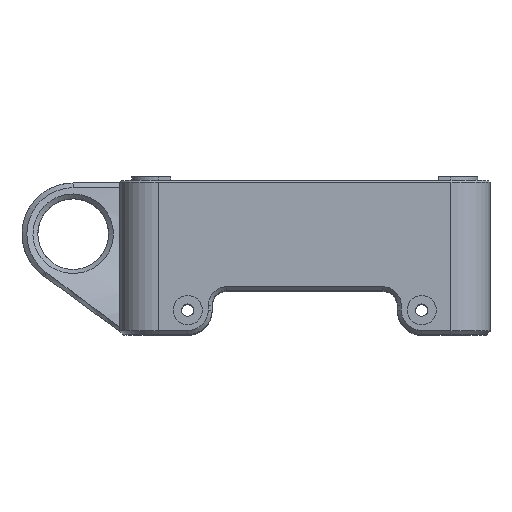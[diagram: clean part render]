
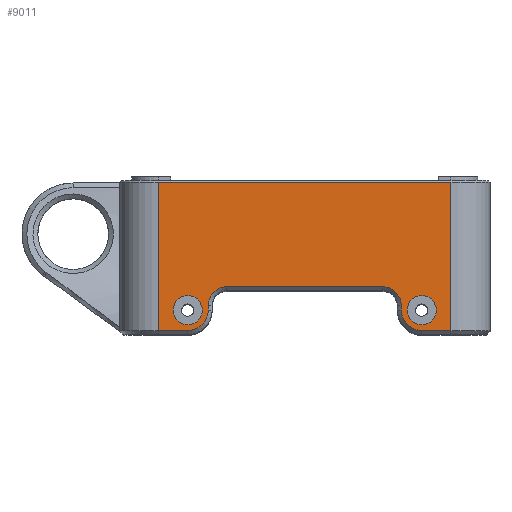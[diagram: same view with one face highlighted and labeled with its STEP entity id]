
A CAD part, top view. The second image highlights one B-rep face of the part: STEP entity #9011.
In plain terms, the highlighted planar face has unit normal (0, 0, 1).
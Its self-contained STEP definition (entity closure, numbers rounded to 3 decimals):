
#46=FACE_BOUND('',#1052,.T.);
#47=FACE_BOUND('',#1053,.T.);
#96=PLANE('',#9561);
#545=FACE_OUTER_BOUND('',#1051,.T.);
#1051=EDGE_LOOP('',(#6993,#6994,#6995,#6996,#6997,#6998,#6999,#7000,#7001,
#7002,#7003,#7004));
#1052=EDGE_LOOP('',(#7005));
#1053=EDGE_LOOP('',(#7006));
#1276=CIRCLE('',#9562,4.2);
#1277=CIRCLE('',#9563,3.8);
#1278=CIRCLE('',#9564,3.8);
#1279=CIRCLE('',#9565,4.2);
#1280=CIRCLE('',#9566,3.);
#1281=CIRCLE('',#9567,3.);
#2443=LINE('',#22755,#3057);
#2453=LINE('',#22780,#3067);
#2454=LINE('',#22784,#3068);
#2455=LINE('',#22786,#3069);
#2456=LINE('',#22790,#3070);
#2457=LINE('',#22794,#3071);
#2458=LINE('',#22798,#3072);
#2459=LINE('',#22801,#3073);
#3057=VECTOR('',#10971,10.);
#3067=VECTOR('',#10993,10.);
#3068=VECTOR('',#10998,10.);
#3069=VECTOR('',#10999,10.);
#3070=VECTOR('',#11002,10.);
#3071=VECTOR('',#11005,10.);
#3072=VECTOR('',#11008,10.);
#3073=VECTOR('',#11011,10.);
#3993=VERTEX_POINT('',#22745);
#3995=VERTEX_POINT('',#22751);
#4005=VERTEX_POINT('',#22779);
#4006=VERTEX_POINT('',#22783);
#4007=VERTEX_POINT('',#22785);
#4008=VERTEX_POINT('',#22787);
#4009=VERTEX_POINT('',#22789);
#4010=VERTEX_POINT('',#22791);
#4011=VERTEX_POINT('',#22793);
#4012=VERTEX_POINT('',#22795);
#4013=VERTEX_POINT('',#22797);
#4014=VERTEX_POINT('',#22799);
#4015=VERTEX_POINT('',#22802);
#4016=VERTEX_POINT('',#22804);
#5218=EDGE_CURVE('',#3993,#3995,#2443,.T.);
#5230=EDGE_CURVE('',#3995,#4005,#2453,.T.);
#5232=EDGE_CURVE('',#4006,#3993,#2454,.T.);
#5233=EDGE_CURVE('',#4007,#4006,#2455,.T.);
#5234=EDGE_CURVE('',#4008,#4007,#1276,.T.);
#5235=EDGE_CURVE('',#4009,#4008,#2456,.T.);
#5236=EDGE_CURVE('',#4010,#4009,#1277,.T.);
#5237=EDGE_CURVE('',#4011,#4010,#2457,.T.);
#5238=EDGE_CURVE('',#4012,#4011,#1278,.T.);
#5239=EDGE_CURVE('',#4013,#4012,#2458,.T.);
#5240=EDGE_CURVE('',#4014,#4013,#1279,.T.);
#5241=EDGE_CURVE('',#4005,#4014,#2459,.T.);
#5242=EDGE_CURVE('',#4015,#4015,#1280,.T.);
#5243=EDGE_CURVE('',#4016,#4016,#1281,.T.);
#6993=ORIENTED_EDGE('',*,*,#5218,.F.);
#6994=ORIENTED_EDGE('',*,*,#5232,.F.);
#6995=ORIENTED_EDGE('',*,*,#5233,.F.);
#6996=ORIENTED_EDGE('',*,*,#5234,.F.);
#6997=ORIENTED_EDGE('',*,*,#5235,.F.);
#6998=ORIENTED_EDGE('',*,*,#5236,.F.);
#6999=ORIENTED_EDGE('',*,*,#5237,.F.);
#7000=ORIENTED_EDGE('',*,*,#5238,.F.);
#7001=ORIENTED_EDGE('',*,*,#5239,.F.);
#7002=ORIENTED_EDGE('',*,*,#5240,.F.);
#7003=ORIENTED_EDGE('',*,*,#5241,.F.);
#7004=ORIENTED_EDGE('',*,*,#5230,.F.);
#7005=ORIENTED_EDGE('',*,*,#5242,.T.);
#7006=ORIENTED_EDGE('',*,*,#5243,.T.);
#9011=ADVANCED_FACE('',(#545,#46,#47),#96,.F.);
#9561=AXIS2_PLACEMENT_3D('',#22782,#10996,#10997);
#9562=AXIS2_PLACEMENT_3D('',#22788,#11000,#11001);
#9563=AXIS2_PLACEMENT_3D('',#22792,#11003,#11004);
#9564=AXIS2_PLACEMENT_3D('',#22796,#11006,#11007);
#9565=AXIS2_PLACEMENT_3D('',#22800,#11009,#11010);
#9566=AXIS2_PLACEMENT_3D('',#22803,#11012,#11013);
#9567=AXIS2_PLACEMENT_3D('',#22805,#11014,#11015);
#10971=DIRECTION('',(1.,0.,0.));
#10993=DIRECTION('',(0.,-1.,0.));
#10996=DIRECTION('center_axis',(0.,0.,-1.));
#10997=DIRECTION('ref_axis',(0.,1.,0.));
#10998=DIRECTION('',(0.,1.,0.));
#10999=DIRECTION('',(-1.,0.,0.));
#11000=DIRECTION('center_axis',(0.,0.,-1.));
#11001=DIRECTION('ref_axis',(0.,-1.,0.));
#11002=DIRECTION('',(0.,-1.,0.));
#11003=DIRECTION('center_axis',(0.,0.,1.));
#11004=DIRECTION('ref_axis',(0.,1.,0.));
#11005=DIRECTION('',(-1.,0.,0.));
#11006=DIRECTION('center_axis',(0.,0.,1.));
#11007=DIRECTION('ref_axis',(1.,0.,0.));
#11008=DIRECTION('',(0.,1.,0.));
#11009=DIRECTION('center_axis',(0.,0.,-1.));
#11010=DIRECTION('ref_axis',(-1.,0.,0.));
#11011=DIRECTION('',(-1.,0.,0.));
#11012=DIRECTION('center_axis',(0.,0.,-1.));
#11013=DIRECTION('ref_axis',(1.,0.,0.));
#11014=DIRECTION('center_axis',(0.,0.,-1.));
#11015=DIRECTION('ref_axis',(1.,0.,0.));
#22745=CARTESIAN_POINT('',(-30.,31.2,93.991));
#22751=CARTESIAN_POINT('',(30.,31.2,93.991));
#22755=CARTESIAN_POINT('',(7.375,31.2,93.991));
#22779=CARTESIAN_POINT('',(30.,0.8,93.991));
#22780=CARTESIAN_POINT('',(30.,25.,93.991));
#22782=CARTESIAN_POINT('Origin',(0.,25.,93.991));
#22783=CARTESIAN_POINT('',(-30.,0.8,93.991));
#22784=CARTESIAN_POINT('',(-30.,25.,93.991));
#22785=CARTESIAN_POINT('',(-24.,0.8,93.991));
#22786=CARTESIAN_POINT('',(0.,0.8,93.991));
#22787=CARTESIAN_POINT('',(-19.8,5.,93.991));
#22788=CARTESIAN_POINT('Origin',(-24.,5.,93.991));
#22789=CARTESIAN_POINT('',(-19.8,6.,93.991));
#22790=CARTESIAN_POINT('',(-19.8,15.,93.991));
#22791=CARTESIAN_POINT('',(-16.,9.8,93.991));
#22792=CARTESIAN_POINT('Origin',(-16.,6.,93.991));
#22793=CARTESIAN_POINT('',(16.,9.8,93.991));
#22794=CARTESIAN_POINT('',(-8.,9.8,93.991));
#22795=CARTESIAN_POINT('',(19.8,6.,93.991));
#22796=CARTESIAN_POINT('Origin',(16.,6.,93.991));
#22797=CARTESIAN_POINT('',(19.8,5.,93.991));
#22798=CARTESIAN_POINT('',(19.8,15.5,93.991));
#22799=CARTESIAN_POINT('',(24.,0.8,93.991));
#22800=CARTESIAN_POINT('Origin',(24.,5.,93.991));
#22801=CARTESIAN_POINT('',(0.,0.8,93.991));
#22802=CARTESIAN_POINT('',(21.,5.,93.991));
#22803=CARTESIAN_POINT('Origin',(24.,5.,93.991));
#22804=CARTESIAN_POINT('',(-27.,5.,93.991));
#22805=CARTESIAN_POINT('Origin',(-24.,5.,93.991));
